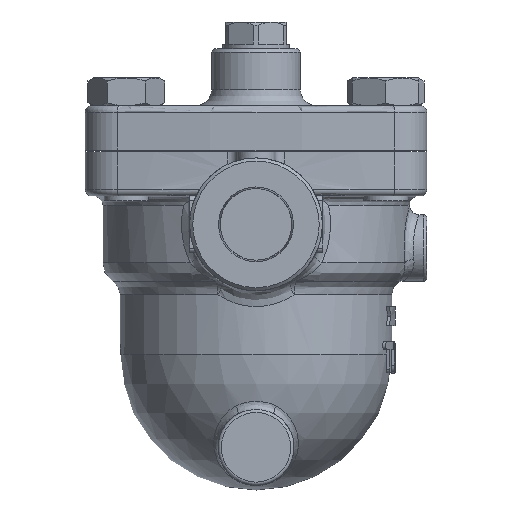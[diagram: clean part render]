
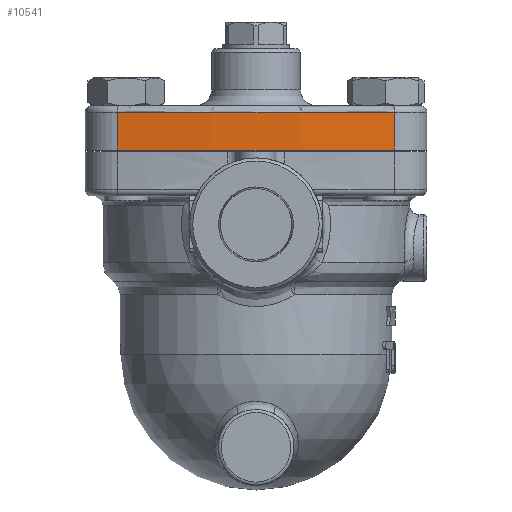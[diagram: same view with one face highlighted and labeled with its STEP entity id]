
A CAD part, left-side view. The second image highlights one B-rep face of the part: STEP entity #10541.
In plain terms, the highlighted cylindrical face has radius 300 mm (diameter 600 mm), a partial arc.
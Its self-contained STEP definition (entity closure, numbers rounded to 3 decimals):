
#9437=CARTESIAN_POINT('',(-52.793,-43.75,26.5));
#9438=VERTEX_POINT('',#9437);
#9491=CARTESIAN_POINT('',(-52.793,43.75,26.5));
#9492=VERTEX_POINT('',#9491);
#9500=CARTESIAN_POINT('',(244.0,0.0,26.5));
#9501=DIRECTION('',(0.0,0.0,1.0));
#9502=DIRECTION('',(-1.0,0.0,0.0));
#9503=AXIS2_PLACEMENT_3D('',#9500,#9501,#9502);
#9504=CIRCLE('',#9503,300.);
#9505=EDGE_CURVE('',#9492,#9438,#9504,.T.);
#10439=CARTESIAN_POINT('',(-52.793,-43.75,14.5));
#10440=VERTEX_POINT('',#10439);
#10448=CARTESIAN_POINT('',(-52.793,43.75,14.5));
#10449=VERTEX_POINT('',#10448);
#10450=CARTESIAN_POINT('',(244.0,0.0,14.5));
#10451=DIRECTION('',(0.0,0.0,1.));
#10452=DIRECTION('',(-0.989,0.146,0.0));
#10453=AXIS2_PLACEMENT_3D('',#10450,#10451,#10452);
#10454=CIRCLE('',#10453,300.0);
#10455=EDGE_CURVE('',#10449,#10440,#10454,.T.);
#10514=CARTESIAN_POINT('',(-52.793,-43.75,14.5));
#10515=DIRECTION('',(0.0,0.0,1.0));
#10516=VECTOR('',#10515,12.);
#10517=LINE('',#10514,#10516);
#10518=EDGE_CURVE('',#10440,#9438,#10517,.T.);
#10525=CARTESIAN_POINT('',(244.0,0.0,14.5));
#10526=DIRECTION('',(0.0,0.0,1.0));
#10527=DIRECTION('',(-0.989,0.146,0.0));
#10528=AXIS2_PLACEMENT_3D('',#10525,#10526,#10527);
#10529=CYLINDRICAL_SURFACE('',#10528,300.);
#10530=ORIENTED_EDGE('',*,*,#9505,.F.);
#10531=CARTESIAN_POINT('',(-52.793,43.75,14.5));
#10532=DIRECTION('',(0.0,0.0,1.0));
#10533=VECTOR('',#10532,12.);
#10534=LINE('',#10531,#10533);
#10535=EDGE_CURVE('',#10449,#9492,#10534,.T.);
#10536=ORIENTED_EDGE('',*,*,#10535,.F.);
#10537=ORIENTED_EDGE('',*,*,#10455,.T.);
#10538=ORIENTED_EDGE('',*,*,#10518,.T.);
#10539=EDGE_LOOP('',(#10530,#10536,#10537,#10538));
#10540=FACE_OUTER_BOUND('',#10539,.T.);
#10541=ADVANCED_FACE('',(#10540),#10529,.T.);
